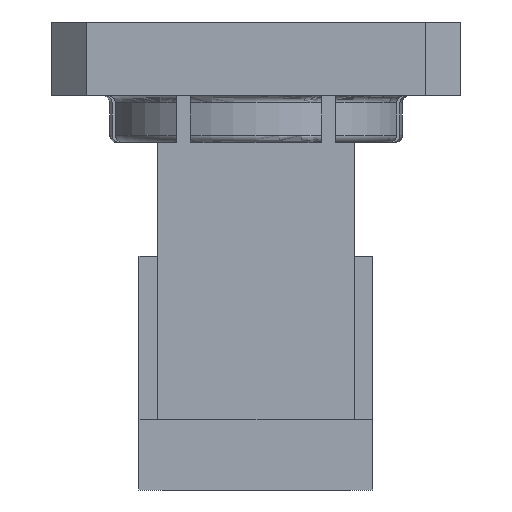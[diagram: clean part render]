
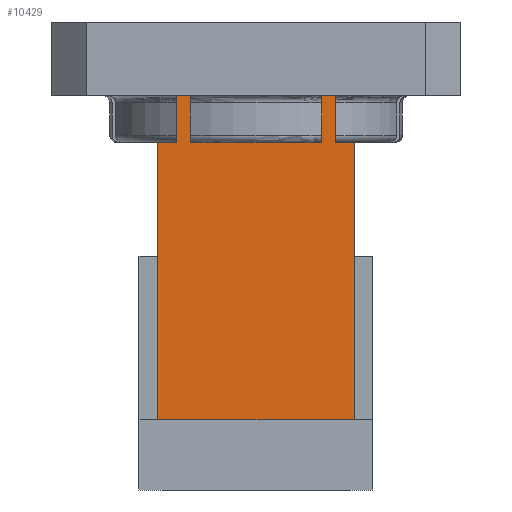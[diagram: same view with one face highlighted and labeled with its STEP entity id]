
A CAD part, front view. The second image highlights one B-rep face of the part: STEP entity #10429.
In plain terms, the highlighted planar face has unit normal (0, -1, 0).
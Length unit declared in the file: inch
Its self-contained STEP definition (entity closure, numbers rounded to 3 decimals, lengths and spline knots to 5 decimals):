
#52 = LINE ( 'NONE', #15841, #10504 ) ;
#202 = ORIENTED_EDGE ( 'NONE', *, *, #15583, .T. ) ;
#231 = PLANE ( 'NONE',  #1659 ) ;
#579 = EDGE_CURVE ( 'NONE', #5285, #3213, #9343, .T. ) ;
#646 = VECTOR ( 'NONE', #16454, 39.37008 ) ;
#962 = VERTEX_POINT ( 'NONE', #15440 ) ;
#1413 = CARTESIAN_POINT ( 'NONE',  ( -0.14, -0.125, 0.05779 ) ) ;
#1430 = DIRECTION ( 'NONE',  ( 0., 0., -1. ) ) ;
#1497 = EDGE_CURVE ( 'NONE', #14868, #13579, #52, .T. ) ;
#1589 = ORIENTED_EDGE ( 'NONE', *, *, #1876, .T. ) ;
#1659 = AXIS2_PLACEMENT_3D ( 'NONE', #9236, #4162, #1430 ) ;
#1876 = EDGE_CURVE ( 'NONE', #4901, #15205, #9901, .T. ) ;
#2148 = DIRECTION ( 'NONE',  ( 0., 0., -1. ) ) ;
#2256 = VECTOR ( 'NONE', #3375, 39.37008 ) ;
#2260 = LINE ( 'NONE', #15487, #12922 ) ;
#2341 = LINE ( 'NONE', #6642, #5038 ) ;
#2415 = ORIENTED_EDGE ( 'NONE', *, *, #4089, .F. ) ;
#2788 = DIRECTION ( 'NONE',  ( 0., 0., -1. ) ) ;
#2959 = EDGE_CURVE ( 'NONE', #8717, #13330, #8633, .T. ) ;
#2982 = CARTESIAN_POINT ( 'NONE',  ( 0.17, -0.125, -0.25748 ) ) ;
#3213 = VERTEX_POINT ( 'NONE', #10928 ) ;
#3375 = DIRECTION ( 'NONE',  ( -1., 0., 0. ) ) ;
#3425 = ORIENTED_EDGE ( 'NONE', *, *, #12430, .T. ) ;
#3824 = EDGE_LOOP ( 'NONE', ( #16561, #202, #3425, #8652, #2415, #12071, #3885, #5514, #6373, #4218, #16735, #1589 ) ) ;
#3872 = DIRECTION ( 'NONE',  ( 1., 0., 0. ) ) ;
#3885 = ORIENTED_EDGE ( 'NONE', *, *, #16432, .T. ) ;
#3939 = DIRECTION ( 'NONE',  ( -1., 0., 0. ) ) ;
#4089 = EDGE_CURVE ( 'NONE', #962, #13330, #13981, .T. ) ;
#4162 = DIRECTION ( 'NONE',  ( 0., -1., 0. ) ) ;
#4218 = ORIENTED_EDGE ( 'NONE', *, *, #579, .T. ) ;
#4878 = EDGE_CURVE ( 'NONE', #5285, #13579, #11904, .T. ) ;
#4901 = VERTEX_POINT ( 'NONE', #14565 ) ;
#4951 = VERTEX_POINT ( 'NONE', #15757 ) ;
#5038 = VECTOR ( 'NONE', #3872, 39.37008 ) ;
#5086 = DIRECTION ( 'NONE',  ( 0., 0., 1. ) ) ;
#5285 = VERTEX_POINT ( 'NONE', #8776 ) ;
#5335 = VECTOR ( 'NONE', #2148, 39.37008 ) ;
#5422 = LINE ( 'NONE', #9359, #15715 ) ;
#5514 = ORIENTED_EDGE ( 'NONE', *, *, #1497, .T. ) ;
#6194 = CARTESIAN_POINT ( 'NONE',  ( 0.14, -0.125, 0.05779 ) ) ;
#6255 = CARTESIAN_POINT ( 'NONE',  ( 0.17, -0.125, 0.05779 ) ) ;
#6370 = VECTOR ( 'NONE', #3939, 39.37008 ) ;
#6373 = ORIENTED_EDGE ( 'NONE', *, *, #4878, .F. ) ;
#6381 = DIRECTION ( 'NONE',  ( 0., 0., 1. ) ) ;
#6642 = CARTESIAN_POINT ( 'NONE',  ( 0.17, -0.125, -0.15748 ) ) ;
#6722 = CARTESIAN_POINT ( 'NONE',  ( 0.14, -0.125, -0.25748 ) ) ;
#7000 = VERTEX_POINT ( 'NONE', #11091 ) ;
#7234 = VERTEX_POINT ( 'NONE', #16918 ) ;
#7789 = LINE ( 'NONE', #13124, #13550 ) ;
#8633 = LINE ( 'NONE', #8893, #646 ) ;
#8652 = ORIENTED_EDGE ( 'NONE', *, *, #2959, .T. ) ;
#8717 = VERTEX_POINT ( 'NONE', #14843 ) ;
#8776 = CARTESIAN_POINT ( 'NONE',  ( -0.14, -0.125, -0.15748 ) ) ;
#8893 = CARTESIAN_POINT ( 'NONE',  ( 0., -0.125, -0.25748 ) ) ;
#8942 = LINE ( 'NONE', #10325, #9130 ) ;
#9130 = VECTOR ( 'NONE', #6381, 39.37008 ) ;
#9236 = CARTESIAN_POINT ( 'NONE',  ( 0.17, -0.125, 0.05779 ) ) ;
#9343 = LINE ( 'NONE', #15718, #6370 ) ;
#9359 = CARTESIAN_POINT ( 'NONE',  ( -0.17, -0.125, 0.05779 ) ) ;
#9792 = LINE ( 'NONE', #6194, #5335 ) ;
#9901 = LINE ( 'NONE', #15149, #2256 ) ;
#10200 = DIRECTION ( 'NONE',  ( 0., 0., -1. ) ) ;
#10325 = CARTESIAN_POINT ( 'NONE',  ( -0.21, -0.125, -1. ) ) ;
#10429 = ADVANCED_FACE ( 'NONE', ( #14583 ), #231, .T. ) ;
#10504 = VECTOR ( 'NONE', #11986, 39.37008 ) ;
#10706 = DIRECTION ( 'NONE',  ( 1., 0., 0. ) ) ;
#10928 = CARTESIAN_POINT ( 'NONE',  ( -0.17, -0.125, -0.15748 ) ) ;
#11091 = CARTESIAN_POINT ( 'NONE',  ( 0.21, -0.125, -0.85 ) ) ;
#11904 = LINE ( 'NONE', #1413, #14194 ) ;
#11986 = DIRECTION ( 'NONE',  ( -1., 0., 0. ) ) ;
#12071 = ORIENTED_EDGE ( 'NONE', *, *, #16006, .F. ) ;
#12430 = EDGE_CURVE ( 'NONE', #7000, #8717, #2260, .T. ) ;
#12922 = VECTOR ( 'NONE', #5086, 39.37008 ) ;
#13124 = CARTESIAN_POINT ( 'NONE',  ( 0.17, -0.125, -0.85 ) ) ;
#13330 = VERTEX_POINT ( 'NONE', #2982 ) ;
#13363 = VECTOR ( 'NONE', #10200, 39.37008 ) ;
#13550 = VECTOR ( 'NONE', #10706, 39.37008 ) ;
#13579 = VERTEX_POINT ( 'NONE', #13805 ) ;
#13805 = CARTESIAN_POINT ( 'NONE',  ( -0.14, -0.125, -0.25748 ) ) ;
#13981 = LINE ( 'NONE', #6255, #13363 ) ;
#13991 = EDGE_CURVE ( 'NONE', #3213, #4901, #5422, .T. ) ;
#14194 = VECTOR ( 'NONE', #2788, 39.37008 ) ;
#14518 = CARTESIAN_POINT ( 'NONE',  ( -0.21, -0.125, -0.25748 ) ) ;
#14565 = CARTESIAN_POINT ( 'NONE',  ( -0.17, -0.125, -0.25748 ) ) ;
#14583 = FACE_OUTER_BOUND ( 'NONE', #3824, .T. ) ;
#14663 = EDGE_CURVE ( 'NONE', #4951, #15205, #8942, .T. ) ;
#14843 = CARTESIAN_POINT ( 'NONE',  ( 0.21, -0.125, -0.25748 ) ) ;
#14868 = VERTEX_POINT ( 'NONE', #6722 ) ;
#15149 = CARTESIAN_POINT ( 'NONE',  ( 0., -0.125, -0.25748 ) ) ;
#15205 = VERTEX_POINT ( 'NONE', #14518 ) ;
#15440 = CARTESIAN_POINT ( 'NONE',  ( 0.17, -0.125, -0.15748 ) ) ;
#15487 = CARTESIAN_POINT ( 'NONE',  ( 0.21, -0.125, -1. ) ) ;
#15583 = EDGE_CURVE ( 'NONE', #4951, #7000, #7789, .T. ) ;
#15715 = VECTOR ( 'NONE', #15813, 39.37008 ) ;
#15718 = CARTESIAN_POINT ( 'NONE',  ( -0.17, -0.125, -0.15748 ) ) ;
#15757 = CARTESIAN_POINT ( 'NONE',  ( -0.21, -0.125, -0.85 ) ) ;
#15813 = DIRECTION ( 'NONE',  ( 0., 0., -1. ) ) ;
#15841 = CARTESIAN_POINT ( 'NONE',  ( 0., -0.125, -0.25748 ) ) ;
#16006 = EDGE_CURVE ( 'NONE', #7234, #962, #2341, .T. ) ;
#16432 = EDGE_CURVE ( 'NONE', #7234, #14868, #9792, .T. ) ;
#16454 = DIRECTION ( 'NONE',  ( -1., 0., 0. ) ) ;
#16561 = ORIENTED_EDGE ( 'NONE', *, *, #14663, .F. ) ;
#16735 = ORIENTED_EDGE ( 'NONE', *, *, #13991, .T. ) ;
#16918 = CARTESIAN_POINT ( 'NONE',  ( 0.14, -0.125, -0.15748 ) ) ;
